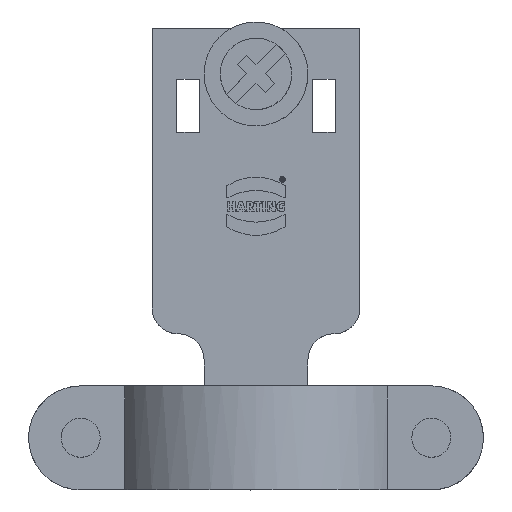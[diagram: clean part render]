
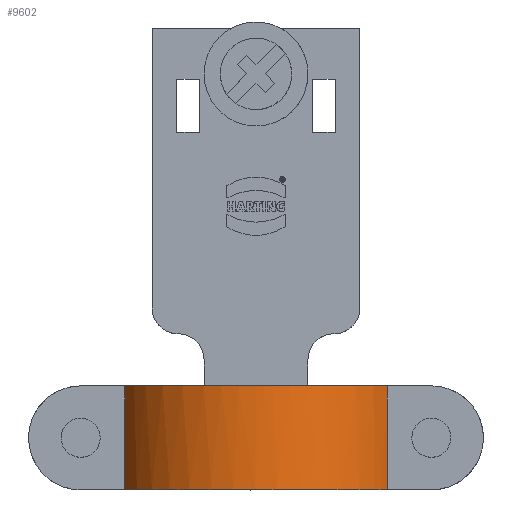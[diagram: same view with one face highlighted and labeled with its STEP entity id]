
A CAD part, top view. The second image highlights one B-rep face of the part: STEP entity #9602.
In plain terms, the highlighted free-form (B-spline) face has degree [2, 1] with [5, 2] control points.
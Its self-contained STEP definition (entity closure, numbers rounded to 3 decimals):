
#7144=CARTESIAN_POINT('V115',(-0.003,-24.0,
   1.5));
#7145=VERTEX_POINT('V115',#7144);
#7146=CARTESIAN_POINT('V116',(-4.,-24.0,
   0.782));
#7147=VERTEX_POINT('V116',#7146);
#7148=CARTESIAN_POINT('E163',(-0.003,-24.,
   1.5));
#7149=CARTESIAN_POINT('E163',(-2.066,-24.,
   1.499));
#7150=CARTESIAN_POINT('E163',(-4.,-24.0,
   0.782));
#7158=(BOUNDED_CURVE()B_SPLINE_CURVE(2,(#7148,#7149,#7150),
   .CIRCULAR_ARC.,.F.,.U.)B_SPLINE_CURVE_WITH_KNOTS((3,3),(
   1.708,2.28),.UNSPECIFIED.)CURVE()
   GEOMETRIC_REPRESENTATION_ITEM()RATIONAL_B_SPLINE_CURVE((
   1.,0.953,0.938))
   REPRESENTATION_ITEM('E163'));
#7159=EDGE_CURVE('E163',#7145,#7147,#7158,.T.);
#8996=CARTESIAN_POINT('V68',(-10.1,-32.0,
   -4.5));
#8997=VERTEX_POINT('V68',#8996);
#9003=CARTESIAN_POINT('V69',(-10.1,-24.0,
   -4.5));
#9004=VERTEX_POINT('V69',#9003);
#9005=CARTESIAN_POINT('E89',(-10.1,-24.0,
   -4.5));
#9006=CARTESIAN_POINT('E89',(-10.1,-32.0,
   -4.5));
#9007=QUASI_UNIFORM_CURVE('E89',1,(#9005,#9006),.POLYLINE_FORM.,.F.,
   .U.);
#9008=EDGE_CURVE('E89',#9004,#8997,#9007,.T.);
#9175=CARTESIAN_POINT('V97',(10.1,-32.0,
   -4.5));
#9176=VERTEX_POINT('V97',#9175);
#9182=CARTESIAN_POINT('E129',(-10.1,-32.0,
   -4.5));
#9183=CARTESIAN_POINT('E129',(-6.832,-32.0,
   1.5));
#9184=CARTESIAN_POINT('E129',(0.,-32.0,1.5)
   );
#9185=CARTESIAN_POINT('E129',(6.832,-32.0,
   1.5));
#9186=CARTESIAN_POINT('E129',(10.1,-32.0,
   -4.5));
#9194=(BOUNDED_CURVE()B_SPLINE_CURVE(2,(#9182,#9183,#9184,#9185,
   #9186),.CIRCULAR_ARC.,.F.,.U.)B_SPLINE_CURVE_WITH_KNOTS((3,2,3),
   (0.0,1.708,3.416),.UNSPECIFIED.)CURVE()
   GEOMETRIC_REPRESENTATION_ITEM()RATIONAL_B_SPLINE_CURVE((1.0,
   0.86,1.0,0.86,1.0))REPRESENTATION_ITEM(
   'E129'));
#9195=EDGE_CURVE('E129',#8997,#9176,#9194,.T.);
#9236=CARTESIAN_POINT('V113',(10.1,-24.0,
   -4.5));
#9237=VERTEX_POINT('V113',#9236);
#9243=CARTESIAN_POINT('E165',(10.1,-24.0,
   -4.5));
#9244=CARTESIAN_POINT('E165',(10.1,-32.0,
   -4.5));
#9245=QUASI_UNIFORM_CURVE('E165',1,(#9243,#9244),.POLYLINE_FORM.,.F.,
   .U.);
#9246=EDGE_CURVE('E165',#9237,#9176,#9245,.T.);
#9427=CARTESIAN_POINT('E164',(-4.,-24.0,
   0.782));
#9428=CARTESIAN_POINT('E164',(-8.039,-24.0,
   -0.717));
#9429=CARTESIAN_POINT('E164',(-10.1,-24.0,
   -4.5));
#9437=(BOUNDED_CURVE()B_SPLINE_CURVE(2,(#9427,#9428,#9429),
   .CIRCULAR_ARC.,.F.,.U.)B_SPLINE_CURVE_WITH_KNOTS((3,3),(
   2.28,3.416),.UNSPECIFIED.)CURVE()
   GEOMETRIC_REPRESENTATION_ITEM()RATIONAL_B_SPLINE_CURVE((
   0.938,0.907,1.0))REPRESENTATION_ITEM(
   'E164'));
#9438=EDGE_CURVE('E164',#7147,#9004,#9437,.T.);
#9534=CARTESIAN_POINT('V114',(4.,-24.0,
   0.782));
#9535=VERTEX_POINT('V114',#9534);
#9541=CARTESIAN_POINT('E161',(10.1,-24.0,
   -4.5));
#9542=CARTESIAN_POINT('E161',(8.039,-24.0,
   -0.717));
#9543=CARTESIAN_POINT('E161',(4.,-24.,
   0.782));
#9551=(BOUNDED_CURVE()B_SPLINE_CURVE(2,(#9541,#9542,#9543),
   .CIRCULAR_ARC.,.F.,.U.)B_SPLINE_CURVE_WITH_KNOTS((3,3),(0.0,
   1.136),.UNSPECIFIED.)CURVE()
   GEOMETRIC_REPRESENTATION_ITEM()RATIONAL_B_SPLINE_CURVE((1.0,
   0.907,0.938))REPRESENTATION_ITEM('E161')
   );
#9552=EDGE_CURVE('E161',#9237,#9535,#9551,.T.);
#9561=CARTESIAN_POINT('F57',(10.1,-24.0,
   -4.5));
#9562=CARTESIAN_POINT('F57',(6.832,-24.,
   1.5));
#9563=CARTESIAN_POINT('F57',(0.,-24.0,1.5)
   );
#9564=CARTESIAN_POINT('F57',(-6.832,-24.,
   1.5));
#9565=CARTESIAN_POINT('F57',(-10.1,-24.0,
   -4.5));
#9566=CARTESIAN_POINT('F57',(10.1,-32.0,
   -4.5));
#9567=CARTESIAN_POINT('F57',(6.832,-32.,
   1.5));
#9568=CARTESIAN_POINT('F57',(0.,-32.0,1.5)
   );
#9569=CARTESIAN_POINT('F57',(-6.832,-32.,
   1.5));
#9570=CARTESIAN_POINT('F57',(-10.1,-32.0,
   -4.5));
#9578=(BOUNDED_SURFACE()B_SPLINE_SURFACE(2,1,((#9561,#9566),(
   #9562,#9567),(#9563,#9568),(#9564,#9569),(#9565,#9570)),
   .CYLINDRICAL_SURF.,.F.,.F.,.U.)B_SPLINE_SURFACE_WITH_KNOTS((3,2,
   3),(2,2),(0.0,1.708,3.416),(0.0,1.0),
   .UNSPECIFIED.)GEOMETRIC_REPRESENTATION_ITEM()
   RATIONAL_B_SPLINE_SURFACE(((1.0,1.0),(0.86,
   0.86),(1.0,1.0),(0.86,
   0.86),(1.0,1.0)))REPRESENTATION_ITEM('F57')SURFACE(
   ));
#9579=ORIENTED_EDGE('E161',*,*,#9552,.T.);
#9580=CARTESIAN_POINT('E162',(4.,-24.,
   0.782));
#9581=CARTESIAN_POINT('E162',(2.064,-24.0,
   1.5));
#9582=CARTESIAN_POINT('E162',(0.,-24.0,1.5)
   );
#9583=CARTESIAN_POINT('E162',(-0.002,-24.0,
   1.5));
#9584=CARTESIAN_POINT('E162',(-0.003,-24.,
   1.5));
#9592=(BOUNDED_CURVE()B_SPLINE_CURVE(2,(#9580,#9581,#9582,#9583,
   #9584),.CIRCULAR_ARC.,.F.,.U.)B_SPLINE_CURVE_WITH_KNOTS((3,2,3),
   (1.136,1.708,1.708),
   .UNSPECIFIED.)CURVE()GEOMETRIC_REPRESENTATION_ITEM()
   RATIONAL_B_SPLINE_CURVE((0.938,0.953,
   1.0,1.,1.))REPRESENTATION_ITEM(
   'E162'));
#9593=EDGE_CURVE('E162',#9535,#7145,#9592,.T.);
#9594=ORIENTED_EDGE('E162',*,*,#9593,.T.);
#9595=ORIENTED_EDGE('E163',*,*,#7159,.T.);
#9596=ORIENTED_EDGE('E164',*,*,#9438,.T.);
#9597=ORIENTED_EDGE('E89',*,*,#9008,.T.);
#9598=ORIENTED_EDGE('E129',*,*,#9195,.T.);
#9599=ORIENTED_EDGE('E165',*,*,#9246,.F.);
#9600=EDGE_LOOP('F57',(#9579,#9594,#9595,#9596,#9597,#9598,#9599));
#9601=FACE_OUTER_BOUND('F57',#9600,.T.);
#9602=ADVANCED_FACE('F57',(#9601),#9578,.T.);
